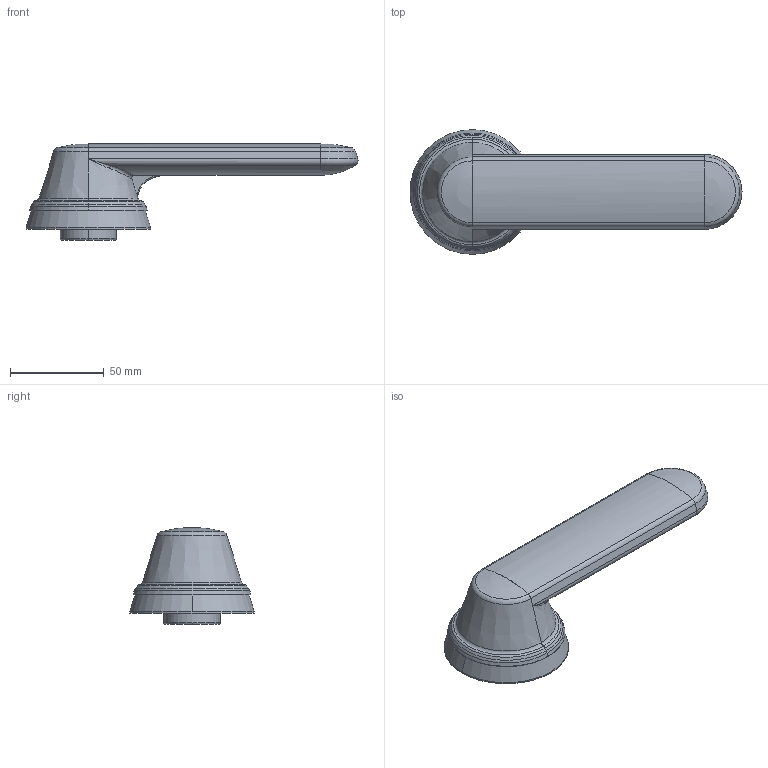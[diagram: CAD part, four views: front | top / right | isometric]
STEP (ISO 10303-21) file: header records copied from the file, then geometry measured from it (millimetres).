
FILE_DESCRIPTION((''),'2;1');
FILE_NAME('OHB145J12-AL_SW0001','2024-01-25T09:58:17',('FIANLEH10'),(''),'CREO PARAMETRIC BY PTC INC, 2022364','CREO PARAMETRIC BY PTC INC, 2022364','');
FILE_SCHEMA(('AUTOMOTIVE_DESIGN { 1 0 10303 214 1 1 1 1 }'));
Length unit declared in the file: millimetre
Products named in the file (1): OHB145J12-AL_SW0001
Bounding box: 177.51 x 66.63 x 51.7 mm (x, y, z)
Volume: 164704.1 mm3; surface area: 24388.4 mm2
Topology: 1 solids, 1 shells, 50 faces, 117 edges, 66 vertices
Faces by surface type: torus 13, cylinder 10, cone 9, plane 7, bspline 6, sphere 4, extrusion 1
Entity records: 3366 total; most frequent: CARTESIAN_POINT 1322, DIRECTION 257, ORIENTED_EDGE 224, COLOUR_RGB 208, AXIS2_PLACEMENT_3D 112, EDGE_CURVE 112, VERTEX_POINT 66, CIRCLE 59
